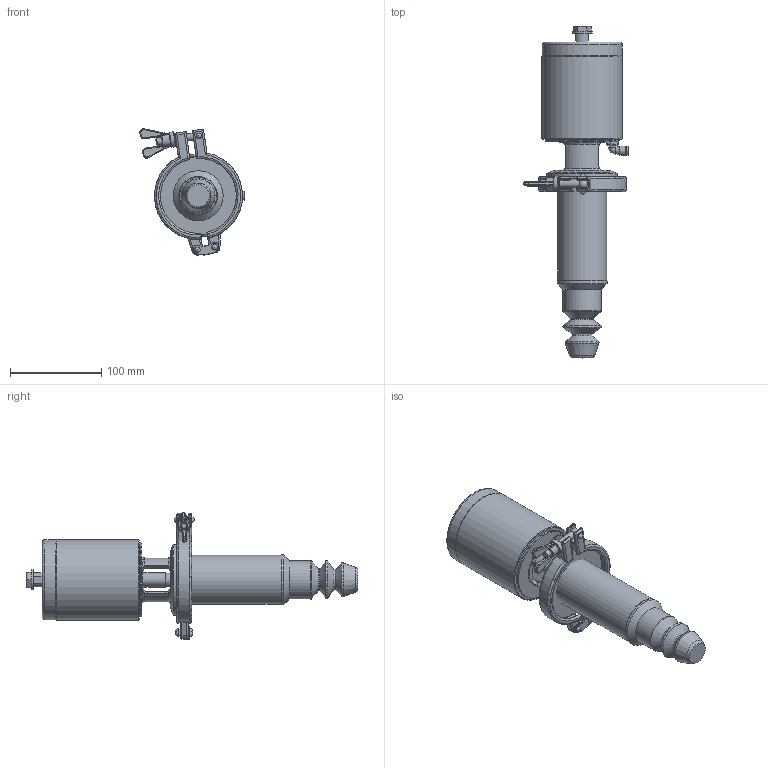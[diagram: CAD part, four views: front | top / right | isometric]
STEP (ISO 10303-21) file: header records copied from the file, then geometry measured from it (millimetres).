
FILE_DESCRIPTION(/* description */ (''),/* implementation_level */ '2;1');
FILE_NAME(/* name */ '875544.stp',/* time_stamp */ '2022-02-16T08:48:34+01:00',/* author */ ('rasmus'),/* organization */ (''),/* preprocessor_version */ 'ST-DEVELOPER v18.1',/* originating_system */ 'Autodesk Inventor 2022',/* authorisation */ '');
FILE_SCHEMA (('AUTOMOTIVE_DESIGN { 1 0 10303 214 3 1 1 }'));
Length unit declared in the file: millimetre
Products named in the file (1): 875544_Simplify_1
Bounding box: 114.42 x 364.4 x 138.67 mm (x, y, z)
Volume: 1176515.9 mm3; surface area: 136687.6 mm2
Topology: 5 solids, 5 shells, 363 faces, 874 edges, 531 vertices
Faces by surface type: cylinder 129, plane 98, torus 68, cone 32, bspline 24, sphere 12
Full cylindrical faces by diameter (mm): 4 x4, 6 x1, 7.8 x2, 8 x3, 9.85 x1, 10 x1, 10.044 x1, 11.85 x1, 14 x1, 15.9 x1, 16.6 x1, 22 x1, 33.7 x1, 40.05 x1, 42 x1, 50 x1, 54 x1, 55 x1, 77.5 x1, 81.2 x1, 87 x1, 88 x1, 88.35 x1, 91 x1
Entity records: 11732 total; most frequent: CARTESIAN_POINT 3355, DIRECTION 1810, ORIENTED_EDGE 1720, EDGE_CURVE 860, AXIS2_PLACEMENT_3D 753, VERTEX_POINT 531, EDGE_LOOP 395, CIRCLE 384
